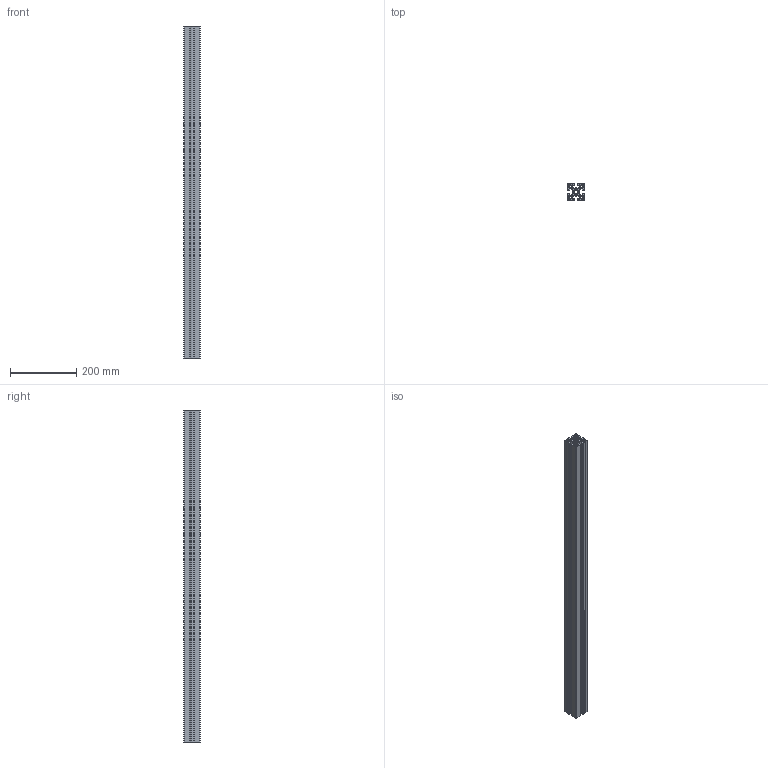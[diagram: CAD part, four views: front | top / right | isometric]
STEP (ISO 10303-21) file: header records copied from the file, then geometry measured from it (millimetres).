
FILE_DESCRIPTION (( 'STEP AP203' ), '1' );
FILE_NAME ('1.11.50.050050.04.STEP', '2014-06-24T00:35:21', ( 'USER' ), ( 'Microsoft' ), 'SwSTEP 2.0', 'SolidWorks 2012', '' );
FILE_SCHEMA (( 'CONFIG_CONTROL_DESIGN' ));
Length unit declared in the file: millimetre
Products named in the file (1): 1.11.50.050050.04
Bounding box: 50 x 50 x 1000 mm (x, y, z)
Volume: 1082819.2 mm3; surface area: 707680.9 mm2
Topology: 1 solids, 1 shells, 198 faces, 588 edges, 392 vertices
Faces by surface type: plane 146, cylinder 52
Entity records: 6693 total; most frequent: CARTESIAN_POINT 1179, ORIENTED_EDGE 1176, DIRECTION 1090, EDGE_CURVE 588, VECTOR 484, LINE 484, VERTEX_POINT 392, AXIS2_PLACEMENT_3D 303
